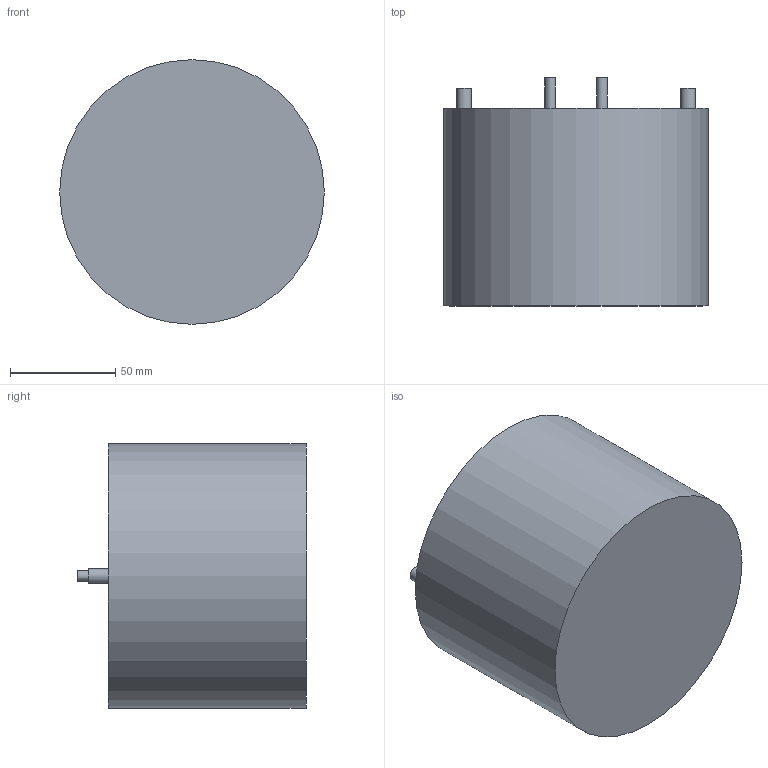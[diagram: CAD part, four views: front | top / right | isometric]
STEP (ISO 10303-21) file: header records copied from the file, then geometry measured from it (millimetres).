
FILE_DESCRIPTION(/* description */ (''),/* implementation_level */ '2;1');
FILE_NAME(/* name */ 'assembly.stp',/* time_stamp */ '2023-01-30T08:30:51-05:00',/* author */ ('remidm'),/* organization */ (''),/* preprocessor_version */ 'ST-DEVELOPER v19',/* originating_system */ 'Autodesk Inventor 2023',/* authorisation */ '');
FILE_SCHEMA (('AUTOMOTIVE_DESIGN { 1 0 10303 214 3 1 1 }'));
Length unit declared in the file: inch
Products named in the file (11): assembly; outer vessel; prenetration_top_sweep; Assembly1; UpstreamVolume; membrane; salt; UpstreamVolume_1; prenetration_top_sweep_1; PenetrationUpstream; crucible_support
Assembly tree (11 placements, depth 3):
  assembly
    outer vessel
    prenetration_top_sweep
    Assembly1
      UpstreamVolume
      membrane
      salt
      UpstreamVolume_1
    prenetration_top_sweep_1
    PenetrationUpstream  x2
    crucible_support
Bounding box: 125.64 x 108.32 x 125.64 mm (x, y, z)
Volume: 197500.8 mm3; surface area: 204283.4 mm2
Topology: 10 solids, 10 shells, 83 faces, 173 edges, 123 vertices
Faces by surface type: cylinder 52, plane 27, torus 4
Full cylindrical faces by diameter (mm): 3 x2, 5 x11, 5.08 x19, 7 x8, 50 x3, 52.928 x1, 54 x2, 55.559 x1, 80.48 x3, 123.635 x1, 125.635 x1
Entity records: 2736 total; most frequent: CARTESIAN_POINT 498, DIRECTION 440, ORIENTED_EDGE 304, AXIS2_PLACEMENT_3D 196, EDGE_CURVE 152, EDGE_LOOP 142, VERTEX_POINT 102, CIRCLE 99
